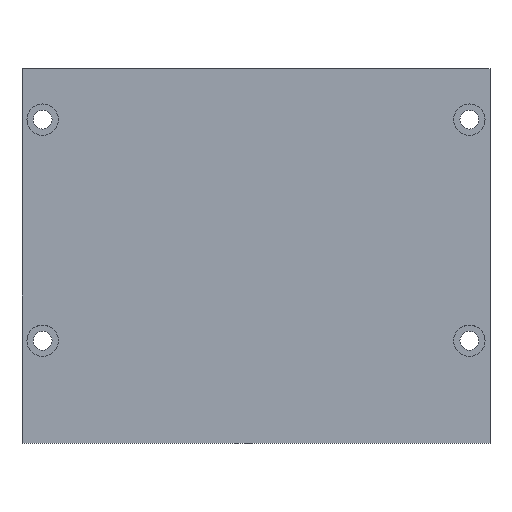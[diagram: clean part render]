
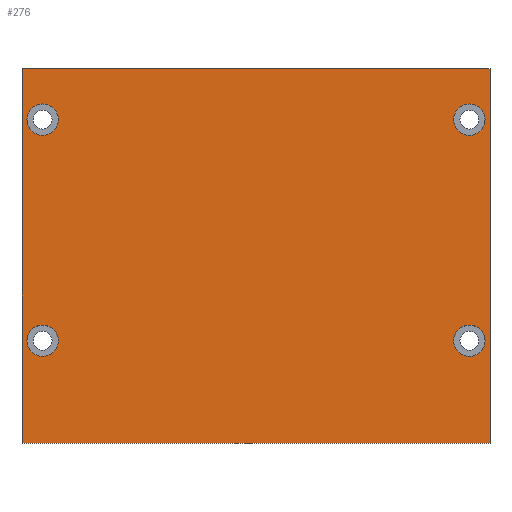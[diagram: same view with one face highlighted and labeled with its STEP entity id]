
A CAD part, top view. The second image highlights one B-rep face of the part: STEP entity #276.
In plain terms, the highlighted planar face has unit normal (0, 0, 1).
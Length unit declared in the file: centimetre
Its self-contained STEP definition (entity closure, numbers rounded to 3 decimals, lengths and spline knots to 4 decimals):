
#30=FACE_BOUND('',#109,.T.);
#31=FACE_BOUND('',#110,.T.);
#32=FACE_BOUND('',#111,.T.);
#33=FACE_BOUND('',#112,.T.);
#39=CIRCLE('',#286,0.425);
#42=CIRCLE('',#291,0.425);
#45=CIRCLE('',#296,0.425);
#48=CIRCLE('',#301,0.425);
#78=FACE_OUTER_BOUND('',#108,.T.);
#108=EDGE_LOOP('',(#234,#235,#236,#237));
#109=EDGE_LOOP('',(#238));
#110=EDGE_LOOP('',(#239));
#111=EDGE_LOOP('',(#240));
#112=EDGE_LOOP('',(#241));
#120=LINE('',#404,#132);
#123=LINE('',#410,#135);
#126=LINE('',#416,#138);
#129=LINE('',#420,#141);
#132=VECTOR('',#320,10.16);
#135=VECTOR('',#325,12.7);
#138=VECTOR('',#330,10.16);
#141=VECTOR('',#335,12.7);
#144=VERTEX_POINT('',#401);
#145=VERTEX_POINT('',#403);
#147=VERTEX_POINT('',#409);
#149=VERTEX_POINT('',#415);
#151=VERTEX_POINT('',#424);
#154=VERTEX_POINT('',#432);
#157=VERTEX_POINT('',#440);
#160=VERTEX_POINT('',#448);
#168=EDGE_CURVE('',#145,#144,#120,.T.);
#171=EDGE_CURVE('',#147,#145,#123,.T.);
#174=EDGE_CURVE('',#149,#147,#126,.T.);
#177=EDGE_CURVE('',#144,#149,#129,.T.);
#179=EDGE_CURVE('',#151,#151,#39,.T.);
#182=EDGE_CURVE('',#154,#154,#42,.T.);
#185=EDGE_CURVE('',#157,#157,#45,.T.);
#188=EDGE_CURVE('',#160,#160,#48,.T.);
#234=ORIENTED_EDGE('',*,*,#174,.T.);
#235=ORIENTED_EDGE('',*,*,#171,.T.);
#236=ORIENTED_EDGE('',*,*,#168,.T.);
#237=ORIENTED_EDGE('',*,*,#177,.T.);
#238=ORIENTED_EDGE('',*,*,#179,.T.);
#239=ORIENTED_EDGE('',*,*,#182,.T.);
#240=ORIENTED_EDGE('',*,*,#185,.T.);
#241=ORIENTED_EDGE('',*,*,#188,.T.);
#258=PLANE('',#312);
#276=ADVANCED_FACE('',(#78,#30,#31,#32,#33),#258,.T.);
#286=AXIS2_PLACEMENT_3D('',#425,#340,#341);
#291=AXIS2_PLACEMENT_3D('',#433,#350,#351);
#296=AXIS2_PLACEMENT_3D('',#441,#360,#361);
#301=AXIS2_PLACEMENT_3D('',#449,#370,#371);
#312=AXIS2_PLACEMENT_3D('',#465,#392,#393);
#320=DIRECTION('',(0.,-1.,0.));
#325=DIRECTION('',(-1.,0.,0.));
#330=DIRECTION('',(0.,1.,0.));
#335=DIRECTION('',(1.,0.,0.));
#340=DIRECTION('center_axis',(0.,0.,-1.));
#341=DIRECTION('ref_axis',(1.,0.,0.));
#350=DIRECTION('center_axis',(0.,0.,-1.));
#351=DIRECTION('ref_axis',(1.,0.,0.));
#360=DIRECTION('center_axis',(0.,0.,-1.));
#361=DIRECTION('ref_axis',(1.,0.,0.));
#370=DIRECTION('center_axis',(0.,0.,-1.));
#371=DIRECTION('ref_axis',(1.,0.,0.));
#392=DIRECTION('center_axis',(0.,0.,1.));
#393=DIRECTION('ref_axis',(0.,1.,0.));
#401=CARTESIAN_POINT('',(1.27,0.0381,1.303));
#403=CARTESIAN_POINT('',(1.27,10.1981,1.303));
#404=CARTESIAN_POINT('',(1.27,7.6581,1.303));
#409=CARTESIAN_POINT('',(13.97,10.1981,1.303));
#410=CARTESIAN_POINT('',(10.795,10.1981,1.303));
#415=CARTESIAN_POINT('',(13.97,0.0381,1.303));
#416=CARTESIAN_POINT('',(13.97,2.5781,1.303));
#420=CARTESIAN_POINT('',(4.445,0.0381,1.303));
#424=CARTESIAN_POINT('',(12.985,2.8181,1.303));
#425=CARTESIAN_POINT('Origin',(13.41,2.8181,1.303));
#432=CARTESIAN_POINT('',(12.985,8.8181,1.303));
#433=CARTESIAN_POINT('Origin',(13.41,8.8181,1.303));
#440=CARTESIAN_POINT('',(1.405,2.8181,1.303));
#441=CARTESIAN_POINT('Origin',(1.83,2.8181,1.303));
#448=CARTESIAN_POINT('',(1.405,8.8181,1.303));
#449=CARTESIAN_POINT('Origin',(1.83,8.8181,1.303));
#465=CARTESIAN_POINT('Origin',(7.62,5.1181,1.303));
